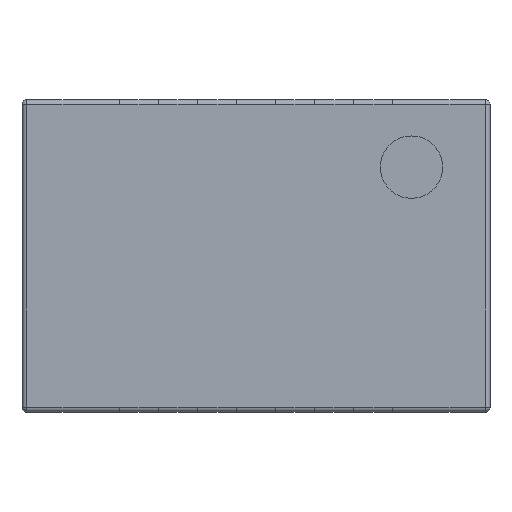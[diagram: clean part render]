
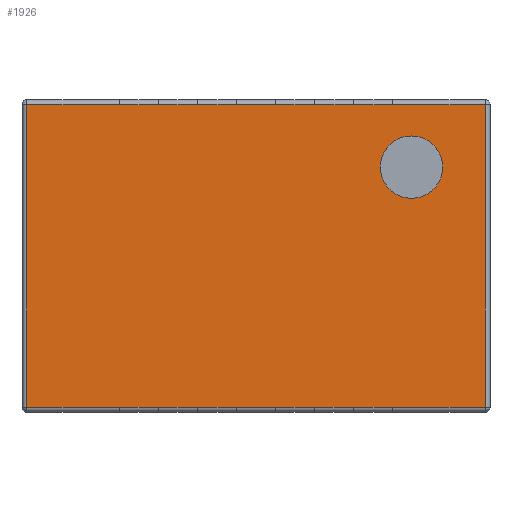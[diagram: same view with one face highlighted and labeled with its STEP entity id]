
A CAD part, top view. The second image highlights one B-rep face of the part: STEP entity #1926.
In plain terms, the highlighted planar face has unit normal (0, 0, 1).
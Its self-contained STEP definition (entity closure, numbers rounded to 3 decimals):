
#23=FACE_BOUND('',#307,.T.);
#37=PLANE('',#2120);
#191=FACE_OUTER_BOUND('',#306,.T.);
#306=EDGE_LOOP('',(#1541,#1542,#1543,#1544,#1545,#1546,#1547,#1548,#1549,
#1550,#1551,#1552,#1553,#1554,#1555,#1556,#1557,#1558,#1559,#1560));
#307=EDGE_LOOP('',(#1561));
#413=LINE('',#2956,#613);
#417=LINE('',#2972,#617);
#419=LINE('',#2978,#619);
#421=LINE('',#2984,#621);
#423=LINE('',#2990,#623);
#425=LINE('',#2996,#625);
#427=LINE('',#3002,#627);
#429=LINE('',#3008,#629);
#431=LINE('',#3014,#631);
#433=LINE('',#3017,#633);
#435=LINE('',#3020,#635);
#437=LINE('',#3026,#637);
#439=LINE('',#3032,#639);
#441=LINE('',#3038,#641);
#443=LINE('',#3044,#643);
#445=LINE('',#3050,#645);
#447=LINE('',#3056,#647);
#449=LINE('',#3062,#649);
#451=LINE('',#3068,#651);
#453=LINE('',#3071,#653);
#613=VECTOR('',#2374,10.);
#617=VECTOR('',#2392,10.);
#619=VECTOR('',#2398,10.);
#621=VECTOR('',#2404,10.);
#623=VECTOR('',#2410,10.);
#625=VECTOR('',#2416,10.);
#627=VECTOR('',#2422,10.);
#629=VECTOR('',#2428,10.);
#631=VECTOR('',#2434,10.);
#633=VECTOR('',#2438,10.);
#635=VECTOR('',#2442,10.);
#637=VECTOR('',#2448,10.);
#639=VECTOR('',#2454,10.);
#641=VECTOR('',#2460,10.);
#643=VECTOR('',#2466,10.);
#645=VECTOR('',#2472,10.);
#647=VECTOR('',#2478,10.);
#649=VECTOR('',#2484,10.);
#651=VECTOR('',#2490,10.);
#653=VECTOR('',#2494,10.);
#763=CIRCLE('',#1997,0.2);
#837=VERTEX_POINT('',#2764);
#897=VERTEX_POINT('',#2903);
#903=VERTEX_POINT('',#2925);
#909=VERTEX_POINT('',#2947);
#912=VERTEX_POINT('',#2960);
#915=VERTEX_POINT('',#2970);
#917=VERTEX_POINT('',#2976);
#919=VERTEX_POINT('',#2982);
#921=VERTEX_POINT('',#2988);
#923=VERTEX_POINT('',#2994);
#925=VERTEX_POINT('',#3000);
#927=VERTEX_POINT('',#3006);
#929=VERTEX_POINT('',#3012);
#931=VERTEX_POINT('',#3024);
#933=VERTEX_POINT('',#3030);
#935=VERTEX_POINT('',#3036);
#937=VERTEX_POINT('',#3042);
#939=VERTEX_POINT('',#3048);
#941=VERTEX_POINT('',#3054);
#943=VERTEX_POINT('',#3060);
#945=VERTEX_POINT('',#3066);
#1001=EDGE_CURVE('',#837,#837,#763,.T.);
#1096=EDGE_CURVE('',#897,#909,#413,.T.);
#1104=EDGE_CURVE('',#915,#912,#417,.T.);
#1107=EDGE_CURVE('',#917,#915,#419,.T.);
#1110=EDGE_CURVE('',#919,#917,#421,.T.);
#1113=EDGE_CURVE('',#921,#919,#423,.T.);
#1116=EDGE_CURVE('',#923,#921,#425,.T.);
#1119=EDGE_CURVE('',#925,#923,#427,.T.);
#1122=EDGE_CURVE('',#927,#925,#429,.T.);
#1125=EDGE_CURVE('',#929,#927,#431,.T.);
#1127=EDGE_CURVE('',#909,#929,#433,.T.);
#1129=EDGE_CURVE('',#912,#903,#435,.T.);
#1132=EDGE_CURVE('',#931,#897,#437,.T.);
#1135=EDGE_CURVE('',#933,#931,#439,.T.);
#1138=EDGE_CURVE('',#935,#933,#441,.T.);
#1141=EDGE_CURVE('',#937,#935,#443,.T.);
#1144=EDGE_CURVE('',#939,#937,#445,.T.);
#1147=EDGE_CURVE('',#941,#939,#447,.T.);
#1150=EDGE_CURVE('',#943,#941,#449,.T.);
#1153=EDGE_CURVE('',#945,#943,#451,.T.);
#1155=EDGE_CURVE('',#903,#945,#453,.T.);
#1541=ORIENTED_EDGE('',*,*,#1104,.F.);
#1542=ORIENTED_EDGE('',*,*,#1107,.F.);
#1543=ORIENTED_EDGE('',*,*,#1110,.F.);
#1544=ORIENTED_EDGE('',*,*,#1113,.F.);
#1545=ORIENTED_EDGE('',*,*,#1116,.F.);
#1546=ORIENTED_EDGE('',*,*,#1119,.F.);
#1547=ORIENTED_EDGE('',*,*,#1122,.F.);
#1548=ORIENTED_EDGE('',*,*,#1125,.F.);
#1549=ORIENTED_EDGE('',*,*,#1127,.F.);
#1550=ORIENTED_EDGE('',*,*,#1096,.F.);
#1551=ORIENTED_EDGE('',*,*,#1132,.F.);
#1552=ORIENTED_EDGE('',*,*,#1135,.F.);
#1553=ORIENTED_EDGE('',*,*,#1138,.F.);
#1554=ORIENTED_EDGE('',*,*,#1141,.F.);
#1555=ORIENTED_EDGE('',*,*,#1144,.F.);
#1556=ORIENTED_EDGE('',*,*,#1147,.F.);
#1557=ORIENTED_EDGE('',*,*,#1150,.F.);
#1558=ORIENTED_EDGE('',*,*,#1153,.F.);
#1559=ORIENTED_EDGE('',*,*,#1155,.F.);
#1560=ORIENTED_EDGE('',*,*,#1129,.F.);
#1561=ORIENTED_EDGE('',*,*,#1001,.T.);
#1926=ADVANCED_FACE('',(#191,#23),#37,.T.);
#1997=AXIS2_PLACEMENT_3D('',#2765,#2188,#2189);
#2120=AXIS2_PLACEMENT_3D('',#3120,#2548,#2549);
#2188=DIRECTION('center_axis',(0.,0.,-1.));
#2189=DIRECTION('ref_axis',(-1.,0.,0.));
#2374=DIRECTION('',(0.,1.,0.));
#2392=DIRECTION('',(1.,0.,0.));
#2398=DIRECTION('',(1.,0.,0.));
#2404=DIRECTION('',(1.,0.,0.));
#2410=DIRECTION('',(1.,0.,0.));
#2416=DIRECTION('',(1.,0.,0.));
#2422=DIRECTION('',(1.,0.,0.));
#2428=DIRECTION('',(1.,0.,0.));
#2434=DIRECTION('',(1.,0.,0.));
#2438=DIRECTION('',(1.,0.,0.));
#2442=DIRECTION('',(0.,-1.,0.));
#2448=DIRECTION('',(-1.,0.,0.));
#2454=DIRECTION('',(-1.,0.,0.));
#2460=DIRECTION('',(-1.,0.,0.));
#2466=DIRECTION('',(-1.,0.,0.));
#2472=DIRECTION('',(-1.,0.,0.));
#2478=DIRECTION('',(-1.,0.,0.));
#2484=DIRECTION('',(-1.,0.,0.));
#2490=DIRECTION('',(-1.,0.,0.));
#2494=DIRECTION('',(-1.,0.,0.));
#2548=DIRECTION('center_axis',(0.,0.,1.));
#2549=DIRECTION('ref_axis',(1.,0.,0.));
#2764=CARTESIAN_POINT('',(1.197,0.569,0.8));
#2765=CARTESIAN_POINT('Origin',(0.997,0.569,0.8));
#2903=CARTESIAN_POINT('',(-1.47,-0.97,0.8));
#2925=CARTESIAN_POINT('',(1.47,-0.97,0.8));
#2947=CARTESIAN_POINT('',(-1.47,0.97,0.8));
#2956=CARTESIAN_POINT('',(-1.47,0.5,0.8));
#2960=CARTESIAN_POINT('',(1.47,0.97,0.8));
#2970=CARTESIAN_POINT('',(0.875,0.97,0.8));
#2972=CARTESIAN_POINT('',(0.75,0.97,0.8));
#2976=CARTESIAN_POINT('',(0.625,0.97,0.8));
#2978=CARTESIAN_POINT('',(0.75,0.97,0.8));
#2982=CARTESIAN_POINT('',(0.375,0.97,0.8));
#2984=CARTESIAN_POINT('',(0.75,0.97,0.8));
#2988=CARTESIAN_POINT('',(0.125,0.97,0.8));
#2990=CARTESIAN_POINT('',(0.75,0.97,0.8));
#2994=CARTESIAN_POINT('',(-0.125,0.97,0.8));
#2996=CARTESIAN_POINT('',(0.75,0.97,0.8));
#3000=CARTESIAN_POINT('',(-0.375,0.97,0.8));
#3002=CARTESIAN_POINT('',(0.75,0.97,0.8));
#3006=CARTESIAN_POINT('',(-0.625,0.97,0.8));
#3008=CARTESIAN_POINT('',(0.75,0.97,0.8));
#3012=CARTESIAN_POINT('',(-0.875,0.97,0.8));
#3014=CARTESIAN_POINT('',(0.75,0.97,0.8));
#3017=CARTESIAN_POINT('',(0.75,0.97,0.8));
#3020=CARTESIAN_POINT('',(1.47,-0.5,0.8));
#3024=CARTESIAN_POINT('',(-0.875,-0.97,0.8));
#3026=CARTESIAN_POINT('',(-0.75,-0.97,0.8));
#3030=CARTESIAN_POINT('',(-0.625,-0.97,0.8));
#3032=CARTESIAN_POINT('',(-0.75,-0.97,0.8));
#3036=CARTESIAN_POINT('',(-0.375,-0.97,0.8));
#3038=CARTESIAN_POINT('',(-0.75,-0.97,0.8));
#3042=CARTESIAN_POINT('',(-0.125,-0.97,0.8));
#3044=CARTESIAN_POINT('',(-0.75,-0.97,0.8));
#3048=CARTESIAN_POINT('',(0.125,-0.97,0.8));
#3050=CARTESIAN_POINT('',(-0.75,-0.97,0.8));
#3054=CARTESIAN_POINT('',(0.375,-0.97,0.8));
#3056=CARTESIAN_POINT('',(-0.75,-0.97,0.8));
#3060=CARTESIAN_POINT('',(0.625,-0.97,0.8));
#3062=CARTESIAN_POINT('',(-0.75,-0.97,0.8));
#3066=CARTESIAN_POINT('',(0.875,-0.97,0.8));
#3068=CARTESIAN_POINT('',(-0.75,-0.97,0.8));
#3071=CARTESIAN_POINT('',(-0.75,-0.97,0.8));
#3120=CARTESIAN_POINT('Origin',(0.,0.,0.8));
